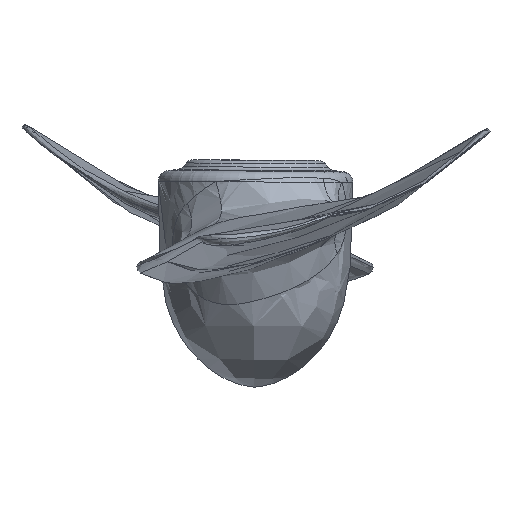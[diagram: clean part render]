
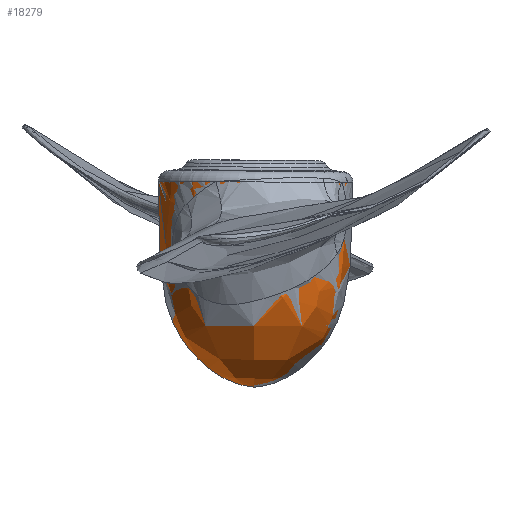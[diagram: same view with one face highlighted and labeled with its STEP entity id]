
A CAD part, front view. The second image highlights one B-rep face of the part: STEP entity #18279.
In plain terms, the highlighted free-form (B-spline) face has degree [3, 3] with [8, 4] control points.
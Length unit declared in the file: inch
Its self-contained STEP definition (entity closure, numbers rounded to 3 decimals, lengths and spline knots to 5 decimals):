
#28 = CARTESIAN_POINT ( 'NONE',  ( -0.31199, 0.00447, 0.08533 ) ) ;
#165 = FACE_OUTER_BOUND ( 'NONE', #5614, .T. ) ;
#694 = CARTESIAN_POINT ( 'NONE',  ( 0.26224, -0.55194, -0.23147 ) ) ;
#902 = CARTESIAN_POINT ( 'NONE',  ( 0.30641, -0.00414, 0.21178 ) ) ;
#1855 = CARTESIAN_POINT ( 'NONE',  ( -0.07409, 0.00174, -0.43114 ) ) ;
#1891 = CARTESIAN_POINT ( 'NONE',  ( 0.30641, -0.00414, 0.21178 ) ) ;
#2315 = CARTESIAN_POINT ( 'NONE',  ( -0.17523, 0.00307, -0.37219 ) ) ;
#2417 = CARTESIAN_POINT ( 'NONE',  ( 0.29796, -0.62026, 0.21114 ) ) ;
#2517 = CARTESIAN_POINT ( 'NONE',  ( -0.31199, 0.00447, 0.08533 ) ) ;
#2625 = CARTESIAN_POINT ( 'NONE',  ( -0.30641, 0.00455, -0.06849 ) ) ;
#4023 = CARTESIAN_POINT ( 'NONE',  ( 0.30695, -0.00401, 0.08118 ) ) ;
#4233 = CARTESIAN_POINT ( 'NONE',  ( 0.16408, -0.00158, -0.37446 ) ) ;
#4885 = EDGE_CURVE ( 'NONE', #12209, #8454, #15951, .T. ) ;
#5424 = CARTESIAN_POINT ( 'NONE',  ( 0.06216, -0.00013, -0.43206 ) ) ;
#5532 = CARTESIAN_POINT ( 'NONE',  ( -0.31815, -0.61182, 0.21527 ) ) ;
#5591 = ORIENTED_EDGE ( 'NONE', *, *, #10651, .F. ) ;
#5614 = EDGE_LOOP ( 'NONE', ( #6578, #17531, #7501, #5591 ) ) ;
#5844 = CARTESIAN_POINT ( 'NONE',  ( -0.17988, -0.33624, -0.37254 ) ) ;
#6578 = ORIENTED_EDGE ( 'NONE', *, *, #4885, .F. ) ;
#7159 = CARTESIAN_POINT ( 'NONE',  ( 0.30641, -0.00414, 0.21178 ) ) ;
#7263 = CARTESIAN_POINT ( 'NONE',  ( 0.26977, -0.00318, -0.2309 ) ) ;
#7362 = CARTESIAN_POINT ( 'NONE',  ( 0.29932, -0.00375, -0.07255 ) ) ;
#7467 = CARTESIAN_POINT ( 'NONE',  ( -0.32047, -0.61448, 0.08469 ) ) ;
#7501 = ORIENTED_EDGE ( 'NONE', *, *, #18433, .F. ) ;
#7630 = EDGE_CURVE ( 'NONE', #12209, #20177, #8735, .T. ) ;
#8454 = VERTEX_POINT ( 'NONE', #8580 ) ;
#8455 = CARTESIAN_POINT ( 'NONE',  ( -0.3097, 0.0043, 0.21591 ) ) ;
#8580 = CARTESIAN_POINT ( 'NONE',  ( -0.30972, 0.00008, 0.21591 ) ) ;
#8735 = B_SPLINE_CURVE_WITH_KNOTS ( 'NONE', 3,
 ( #10034, #16592, #28, #19517, #18000, #13154, #1855, #19735 ),
 .UNSPECIFIED., .F., .F.,
 ( 4, 1, 1, 1, 1, 4 ),
 ( 0., 0.13121, 0.29003, 0.49577, 0.6355, 0.85163 ),
 .UNSPECIFIED. ) ;
#8774 = CARTESIAN_POINT ( 'NONE',  ( -0.07409, 0.00174, -0.43114 ) ) ;
#8881 = CARTESIAN_POINT ( 'NONE',  ( 0.16408, -0.00158, -0.37446 ) ) ;
#8971 =( BOUNDED_SURFACE ( )  B_SPLINE_SURFACE ( 3, 3, ( 
 ( #8455, #5532, #2417, #7159 ),
 ( #16950, #10497, #17163, #8986 ),
 ( #2517, #7467, #17371, #18781 ),
 ( #2625, #20195, #9089, #15540 ),
 ( #15643, #17059, #694, #13617 ),
 ( #2315, #5844, #12001, #8881 ),
 ( #8774, #17266, #12415, #5424 ),
 ( #15334, #12311, #14035, #18991 ) ),
 .UNSPECIFIED., .F., .F., .T. ) 
 B_SPLINE_SURFACE_WITH_KNOTS ( ( 4, 1, 1, 1, 1, 4 ),
 ( 4, 4 ),
 ( 0., 0.13121, 0.29003, 0.49577, 0.6355, 0.85163 ),
 ( 0., 1. ),
 .UNSPECIFIED. ) 
 GEOMETRIC_REPRESENTATION_ITEM ( )  RATIONAL_B_SPLINE_SURFACE ( (
 ( 1., 0.333, 0.333, 1.),
 ( 1., 0.333, 0.333, 1.),
 ( 1., 0.333, 0.333, 1.),
 ( 1., 0.333, 0.333, 1.),
 ( 1., 0.333, 0.333, 1.),
 ( 1., 0.333, 0.333, 1.),
 ( 1., 0.333, 0.333, 1.),
 ( 1., 0.333, 0.333, 1.) ) ) 
 REPRESENTATION_ITEM ( '' )  SURFACE ( )  );
#8986 = CARTESIAN_POINT ( 'NONE',  ( 0.30665, -0.0041, 0.17102 ) ) ;
#9089 = CARTESIAN_POINT ( 'NONE',  ( 0.29101, -0.6095, -0.07318 ) ) ;
#9194 = CARTESIAN_POINT ( 'NONE',  ( -0.00599, 0.00081, -0.43608 ) ) ;
#10034 = CARTESIAN_POINT ( 'NONE',  ( -0.3097, 0.0043, 0.21591 ) ) ;
#10071 = CARTESIAN_POINT ( 'NONE',  ( -0.3097, 0.0043, 0.21591 ) ) ;
#10234 = CARTESIAN_POINT ( 'NONE',  ( -0.00164, 0.00008, 0.21384 ) ) ;
#10497 = CARTESIAN_POINT ( 'NONE',  ( -0.31894, -0.61278, 0.17452 ) ) ;
#10552 = DIRECTION ( 'NONE',  ( 0.007, -0.001, 1. ) ) ;
#10651 = EDGE_CURVE ( 'NONE', #8454, #17968, #13923, .T. ) ;
#10806 = CARTESIAN_POINT ( 'NONE',  ( 0.06216, -0.00013, -0.43206 ) ) ;
#11383 = DIRECTION ( 'NONE',  ( -1., 0., 0.007 ) ) ;
#12001 = CARTESIAN_POINT ( 'NONE',  ( 0.15942, -0.3409, -0.37482 ) ) ;
#12209 = VERTEX_POINT ( 'NONE', #10071 ) ;
#12311 = CARTESIAN_POINT ( 'NONE',  ( -0.00599, 0.00081, -0.43608 ) ) ;
#12415 = CARTESIAN_POINT ( 'NONE',  ( 0.0603, -0.13639, -0.4322 ) ) ;
#12554 = AXIS2_PLACEMENT_3D ( 'NONE', #10234, #10552, #13567 ) ;
#13154 = CARTESIAN_POINT ( 'NONE',  ( -0.17523, 0.00307, -0.37219 ) ) ;
#13567 = DIRECTION ( 'NONE',  ( -1., 0., 0.007 ) ) ;
#13617 = CARTESIAN_POINT ( 'NONE',  ( 0.26977, -0.00318, -0.2309 ) ) ;
#13923 = CIRCLE ( 'NONE', #12554, 0.30809 ) ;
#14035 = CARTESIAN_POINT ( 'NONE',  ( -0.00599, 0.00081, -0.43608 ) ) ;
#14188 = CARTESIAN_POINT ( 'NONE',  ( -0.00599, 0.00081, -0.43608 ) ) ;
#14612 = CARTESIAN_POINT ( 'NONE',  ( -0.00164, 0.00008, 0.21384 ) ) ;
#14921 = AXIS2_PLACEMENT_3D ( 'NONE', #14612, #20869, #11383 ) ;
#15334 = CARTESIAN_POINT ( 'NONE',  ( -0.00599, 0.00081, -0.43608 ) ) ;
#15540 = CARTESIAN_POINT ( 'NONE',  ( 0.29932, -0.00375, -0.07255 ) ) ;
#15643 = CARTESIAN_POINT ( 'NONE',  ( -0.27898, 0.00434, -0.22722 ) ) ;
#15951 = CIRCLE ( 'NONE', #14921, 0.30809 ) ;
#16592 = CARTESIAN_POINT ( 'NONE',  ( -0.31048, 0.00436, 0.17516 ) ) ;
#16950 = CARTESIAN_POINT ( 'NONE',  ( -0.31048, 0.00436, 0.17516 ) ) ;
#17059 = CARTESIAN_POINT ( 'NONE',  ( -0.28651, -0.54442, -0.22779 ) ) ;
#17163 = CARTESIAN_POINT ( 'NONE',  ( 0.29818, -0.62124, 0.17038 ) ) ;
#17266 = CARTESIAN_POINT ( 'NONE',  ( -0.07596, -0.13452, -0.43128 ) ) ;
#17371 = CARTESIAN_POINT ( 'NONE',  ( 0.29846, -0.62296, 0.08054 ) ) ;
#17531 = ORIENTED_EDGE ( 'NONE', *, *, #7630, .T. ) ;
#17968 = VERTEX_POINT ( 'NONE', #1891 ) ;
#18000 = CARTESIAN_POINT ( 'NONE',  ( -0.27898, 0.00434, -0.22722 ) ) ;
#18279 = ADVANCED_FACE ( 'NONE', ( #165 ), #8971, .T. ) ;
#18433 = EDGE_CURVE ( 'NONE', #17968, #20177, #19155, .T. ) ;
#18781 = CARTESIAN_POINT ( 'NONE',  ( 0.30695, -0.00401, 0.08118 ) ) ;
#18991 = CARTESIAN_POINT ( 'NONE',  ( -0.00599, 0.00081, -0.43608 ) ) ;
#19155 = B_SPLINE_CURVE_WITH_KNOTS ( 'NONE', 3,
 ( #902, #20611, #4023, #7362, #7263, #4233, #10806, #9194 ),
 .UNSPECIFIED., .F., .F.,
 ( 4, 1, 1, 1, 1, 4 ),
 ( 0., 0.13121, 0.29003, 0.49577, 0.6355, 0.85163 ),
 .UNSPECIFIED. ) ;
#19517 = CARTESIAN_POINT ( 'NONE',  ( -0.30641, 0.00455, -0.06849 ) ) ;
#19735 = CARTESIAN_POINT ( 'NONE',  ( -0.00599, 0.00081, -0.43608 ) ) ;
#20177 = VERTEX_POINT ( 'NONE', #14188 ) ;
#20195 = CARTESIAN_POINT ( 'NONE',  ( -0.31472, -0.60119, -0.06911 ) ) ;
#20611 = CARTESIAN_POINT ( 'NONE',  ( 0.30665, -0.0041, 0.17102 ) ) ;
#20869 = DIRECTION ( 'NONE',  ( 0.007, -0.001, 1. ) ) ;
